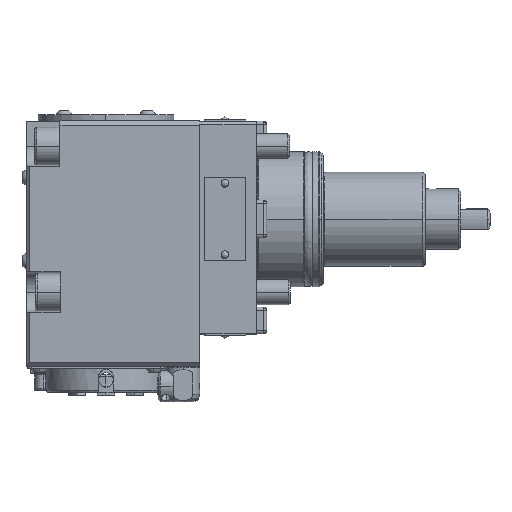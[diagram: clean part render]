
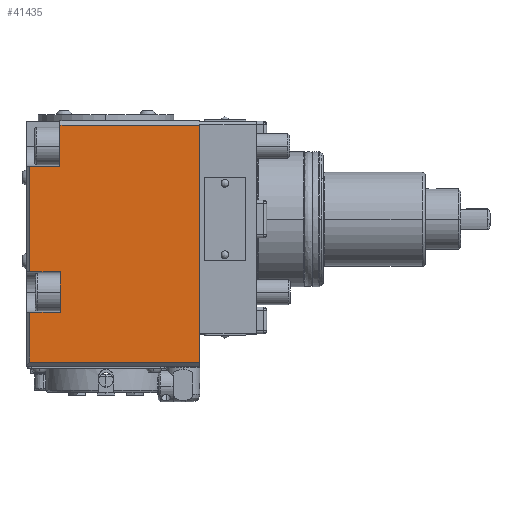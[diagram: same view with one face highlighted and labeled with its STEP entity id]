
A CAD part, top view. The second image highlights one B-rep face of the part: STEP entity #41435.
In plain terms, the highlighted planar face has unit normal (0, 0, 1).
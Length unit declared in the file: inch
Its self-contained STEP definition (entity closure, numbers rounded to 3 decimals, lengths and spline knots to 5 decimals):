
#459 = ORIENTED_EDGE ( 'NONE', *, *, #44875, .T. ) ;
#908 = EDGE_CURVE ( 'NONE', #4139, #16350, #1416, .T. ) ;
#1416 = LINE ( 'NONE', #37212, #20381 ) ;
#1617 = LINE ( 'NONE', #5065, #5668 ) ;
#2528 = CARTESIAN_POINT ( 'NONE',  ( -3.69291, -3.0145, 1.8622 ) ) ;
#3238 = VERTEX_POINT ( 'NONE', #42926 ) ;
#4139 = VERTEX_POINT ( 'NONE', #45005 ) ;
#4162 = PLANE ( 'NONE',  #30493 ) ;
#4180 = VERTEX_POINT ( 'NONE', #26911 ) ;
#4894 = DIRECTION ( 'NONE',  ( 0., -1., 0. ) ) ;
#5065 = CARTESIAN_POINT ( 'NONE',  ( -1.06299, -3.0145, 1.8622 ) ) ;
#5227 = CARTESIAN_POINT ( 'NONE',  ( -3.70079, 0.99409, 1.8622 ) ) ;
#5668 = VECTOR ( 'NONE', #28655, 39.37008 ) ;
#6727 = EDGE_CURVE ( 'NONE', #3238, #20383, #42443, .T. ) ;
#9276 = LINE ( 'NONE', #26831, #23661 ) ;
#9894 = DIRECTION ( 'NONE',  ( 0., -1., 0. ) ) ;
#10164 = VECTOR ( 'NONE', #27164, 39.37008 ) ;
#10543 = ORIENTED_EDGE ( 'NONE', *, *, #41239, .F. ) ;
#10883 = VERTEX_POINT ( 'NONE', #43540 ) ;
#10927 = CARTESIAN_POINT ( 'NONE',  ( -1.06299, -2.69685, 1.8622 ) ) ;
#11082 = CARTESIAN_POINT ( 'NONE',  ( -4.33071, -3.0145, 1.8622 ) ) ;
#11244 = DIRECTION ( 'NONE',  ( 1., 0., 0. ) ) ;
#12097 = EDGE_CURVE ( 'NONE', #29072, #4139, #1617, .T. ) ;
#13850 = CARTESIAN_POINT ( 'NONE',  ( -4.33071, -0.99409, 1.8622 ) ) ;
#14181 = VECTOR ( 'NONE', #19679, 39.37008 ) ;
#14219 = VERTEX_POINT ( 'NONE', #23204 ) ;
#15680 = CARTESIAN_POINT ( 'NONE',  ( -4.33071, -1.76181, 1.8622 ) ) ;
#16350 = VERTEX_POINT ( 'NONE', #43633 ) ;
#17563 = DIRECTION ( 'NONE',  ( -1., 0., 0. ) ) ;
#18043 = ORIENTED_EDGE ( 'NONE', *, *, #43939, .F. ) ;
#18835 = ORIENTED_EDGE ( 'NONE', *, *, #23104, .F. ) ;
#19679 = DIRECTION ( 'NONE',  ( 1., 0., 0. ) ) ;
#20381 = VECTOR ( 'NONE', #43658, 39.37008 ) ;
#20383 = VERTEX_POINT ( 'NONE', #5227 ) ;
#21258 = DIRECTION ( 'NONE',  ( 0., 1., 0. ) ) ;
#22242 = VECTOR ( 'NONE', #21258, 39.37008 ) ;
#23104 = EDGE_CURVE ( 'NONE', #14219, #33576, #36939, .T. ) ;
#23204 = CARTESIAN_POINT ( 'NONE',  ( -4.27165, -1.76181, 1.8622 ) ) ;
#23661 = VECTOR ( 'NONE', #4894, 39.37008 ) ;
#23948 = EDGE_LOOP ( 'NONE', ( #30786, #32240, #25196, #34573, #10543, #24641, #18835, #18043, #459, #34862 ) ) ;
#24379 = VECTOR ( 'NONE', #11244, 39.37008 ) ;
#24641 = ORIENTED_EDGE ( 'NONE', *, *, #33509, .T. ) ;
#25196 = ORIENTED_EDGE ( 'NONE', *, *, #6727, .F. ) ;
#25411 = FACE_OUTER_BOUND ( 'NONE', #23948, .T. ) ;
#26155 = CARTESIAN_POINT ( 'NONE',  ( -4.33071, -2.69685, 1.8622 ) ) ;
#26831 = CARTESIAN_POINT ( 'NONE',  ( -3.70079, 0., 1.8622 ) ) ;
#26911 = CARTESIAN_POINT ( 'NONE',  ( -3.69291, -0.99409, 1.8622 ) ) ;
#26936 = LINE ( 'NONE', #37550, #10164 ) ;
#27164 = DIRECTION ( 'NONE',  ( 0., 1., 0. ) ) ;
#27741 = VERTEX_POINT ( 'NONE', #28996 ) ;
#28273 = VECTOR ( 'NONE', #9894, 39.37008 ) ;
#28434 = CARTESIAN_POINT ( 'NONE',  ( -4.27165, -0.4626, 1.8622 ) ) ;
#28655 = DIRECTION ( 'NONE',  ( 0., 1., 0. ) ) ;
#28996 = CARTESIAN_POINT ( 'NONE',  ( -4.27165, -0.99409, 1.8622 ) ) ;
#29072 = VERTEX_POINT ( 'NONE', #10927 ) ;
#29110 = LINE ( 'NONE', #28434, #22242 ) ;
#29843 = LINE ( 'NONE', #26155, #14181 ) ;
#30002 = DIRECTION ( 'NONE',  ( 1., 0., 0. ) ) ;
#30493 = AXIS2_PLACEMENT_3D ( 'NONE', #11082, #32339, #39516 ) ;
#30786 = ORIENTED_EDGE ( 'NONE', *, *, #908, .T. ) ;
#30919 = EDGE_CURVE ( 'NONE', #27741, #3238, #26936, .T. ) ;
#31655 = EDGE_CURVE ( 'NONE', #16350, #20383, #9276, .T. ) ;
#32240 = ORIENTED_EDGE ( 'NONE', *, *, #31655, .T. ) ;
#32339 = DIRECTION ( 'NONE',  ( 0., 0., 1. ) ) ;
#33509 = EDGE_CURVE ( 'NONE', #4180, #33576, #33705, .T. ) ;
#33576 = VERTEX_POINT ( 'NONE', #45657 ) ;
#33705 = LINE ( 'NONE', #2528, #28273 ) ;
#34573 = ORIENTED_EDGE ( 'NONE', *, *, #30919, .F. ) ;
#34862 = ORIENTED_EDGE ( 'NONE', *, *, #12097, .T. ) ;
#35362 = LINE ( 'NONE', #13850, #43737 ) ;
#36939 = LINE ( 'NONE', #15680, #43044 ) ;
#37212 = CARTESIAN_POINT ( 'NONE',  ( -4.33071, 1.77165, 1.8622 ) ) ;
#37550 = CARTESIAN_POINT ( 'NONE',  ( -4.27165, -0.4626, 1.8622 ) ) ;
#39210 = CARTESIAN_POINT ( 'NONE',  ( -4.33071, 0.99409, 1.8622 ) ) ;
#39516 = DIRECTION ( 'NONE',  ( 1., 0., 0. ) ) ;
#41239 = EDGE_CURVE ( 'NONE', #4180, #27741, #35362, .T. ) ;
#41435 = ADVANCED_FACE ( 'NONE', ( #25411 ), #4162, .T. ) ;
#42443 = LINE ( 'NONE', #39210, #24379 ) ;
#42926 = CARTESIAN_POINT ( 'NONE',  ( -4.27165, 0.99409, 1.8622 ) ) ;
#43044 = VECTOR ( 'NONE', #30002, 39.37008 ) ;
#43540 = CARTESIAN_POINT ( 'NONE',  ( -4.27165, -2.69685, 1.8622 ) ) ;
#43633 = CARTESIAN_POINT ( 'NONE',  ( -3.70079, 1.77165, 1.8622 ) ) ;
#43658 = DIRECTION ( 'NONE',  ( -1., 0., 0. ) ) ;
#43737 = VECTOR ( 'NONE', #17563, 39.37008 ) ;
#43939 = EDGE_CURVE ( 'NONE', #10883, #14219, #29110, .T. ) ;
#44875 = EDGE_CURVE ( 'NONE', #10883, #29072, #29843, .T. ) ;
#45005 = CARTESIAN_POINT ( 'NONE',  ( -1.06299, 1.77165, 1.8622 ) ) ;
#45657 = CARTESIAN_POINT ( 'NONE',  ( -3.69291, -1.76181, 1.8622 ) ) ;
